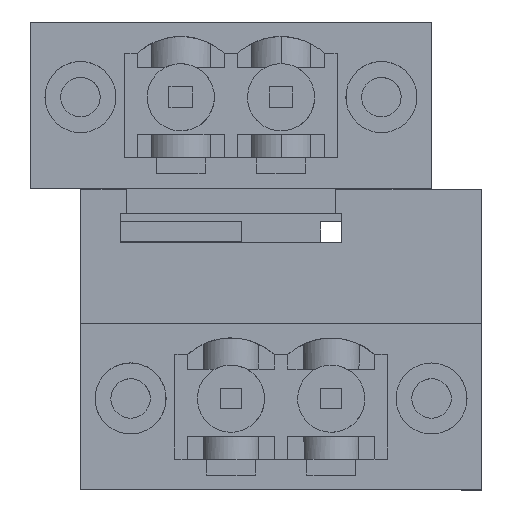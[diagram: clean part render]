
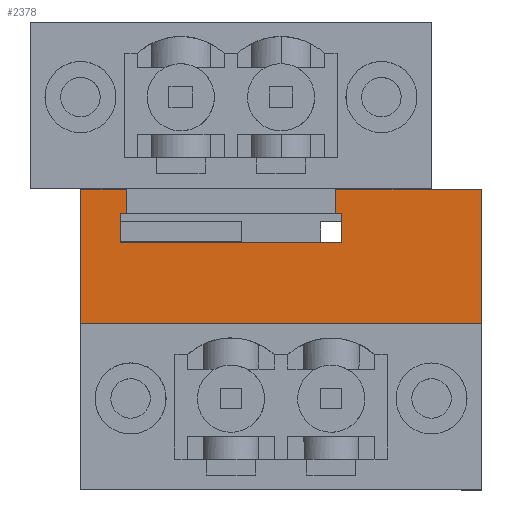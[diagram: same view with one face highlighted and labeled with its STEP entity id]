
A CAD part, top view. The second image highlights one B-rep face of the part: STEP entity #2378.
In plain terms, the highlighted planar face has unit normal (0, 0, 1).
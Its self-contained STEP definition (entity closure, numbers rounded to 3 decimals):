
#2278=AXIS2_PLACEMENT_3D('Plane Axis2P3D',#2275,#2276,#2277) ;
#885=CARTESIAN_POINT('Line Origine',(2.54,11.835,12.7)) ;
#889=CARTESIAN_POINT('Vertex',(2.54,15.24,12.7)) ;
#891=CARTESIAN_POINT('Vertex',(2.54,8.43,12.7)) ;
#1890=CARTESIAN_POINT('Line Origine',(12.7,8.43,12.7)) ;
#1894=CARTESIAN_POINT('Vertex',(22.86,8.43,12.7)) ;
#2275=CARTESIAN_POINT('Axis2P3D Location',(-2.54,15.04,12.7)) ;
#2280=CARTESIAN_POINT('Line Origine',(10.16,12.54,12.7)) ;
#2284=CARTESIAN_POINT('Vertex',(4.545,12.54,12.7)) ;
#2286=CARTESIAN_POINT('Vertex',(15.775,12.54,12.7)) ;
#2289=CARTESIAN_POINT('Line Origine',(4.545,13.265,12.7)) ;
#2293=CARTESIAN_POINT('Vertex',(4.545,13.99,12.7)) ;
#2296=CARTESIAN_POINT('Line Origine',(4.702,13.99,12.7)) ;
#2300=CARTESIAN_POINT('Vertex',(4.858,13.99,12.7)) ;
#2303=CARTESIAN_POINT('Line Origine',(4.858,14.615,12.7)) ;
#2307=CARTESIAN_POINT('Vertex',(4.858,15.24,12.7)) ;
#2310=CARTESIAN_POINT('Line Origine',(4.349,15.24,12.7)) ;
#2314=CARTESIAN_POINT('Vertex',(3.84,15.24,12.7)) ;
#2317=CARTESIAN_POINT('Line Origine',(3.19,15.24,12.7)) ;
#2322=CARTESIAN_POINT('Line Origine',(22.86,11.835,12.7)) ;
#2326=CARTESIAN_POINT('Vertex',(22.86,15.24,12.7)) ;
#2329=CARTESIAN_POINT('Line Origine',(19.67,15.24,12.7)) ;
#2333=CARTESIAN_POINT('Vertex',(16.48,15.24,12.7)) ;
#2336=CARTESIAN_POINT('Line Origine',(15.971,15.24,12.7)) ;
#2340=CARTESIAN_POINT('Vertex',(15.462,15.24,12.7)) ;
#2343=CARTESIAN_POINT('Line Origine',(15.462,14.615,12.7)) ;
#2347=CARTESIAN_POINT('Vertex',(15.462,13.99,12.7)) ;
#2350=CARTESIAN_POINT('Line Origine',(15.618,13.99,12.7)) ;
#2354=CARTESIAN_POINT('Vertex',(15.775,13.99,12.7)) ;
#2357=CARTESIAN_POINT('Line Origine',(15.775,13.265,12.7)) ;
#886=DIRECTION('Vector Direction',(0.,-1.,0.)) ;
#1891=DIRECTION('Vector Direction',(1.,0.,0.)) ;
#2276=DIRECTION('Axis2P3D Direction',(0.,0.,1.)) ;
#2277=DIRECTION('Axis2P3D XDirection',(0.,-1.,0.)) ;
#2281=DIRECTION('Vector Direction',(-1.,0.,0.)) ;
#2290=DIRECTION('Vector Direction',(0.,1.,0.)) ;
#2297=DIRECTION('Vector Direction',(-1.,0.,0.)) ;
#2304=DIRECTION('Vector Direction',(0.,1.,0.)) ;
#2311=DIRECTION('Vector Direction',(1.,0.,0.)) ;
#2318=DIRECTION('Vector Direction',(1.,0.,0.)) ;
#2323=DIRECTION('Vector Direction',(0.,-1.,0.)) ;
#2330=DIRECTION('Vector Direction',(1.,0.,0.)) ;
#2337=DIRECTION('Vector Direction',(1.,0.,0.)) ;
#2344=DIRECTION('Vector Direction',(0.,1.,0.)) ;
#2351=DIRECTION('Vector Direction',(-1.,0.,0.)) ;
#2358=DIRECTION('Vector Direction',(0.,1.,0.)) ;
#887=VECTOR('Line Direction',#886,1.) ;
#1892=VECTOR('Line Direction',#1891,1.) ;
#2282=VECTOR('Line Direction',#2281,1.) ;
#2291=VECTOR('Line Direction',#2290,1.) ;
#2298=VECTOR('Line Direction',#2297,1.) ;
#2305=VECTOR('Line Direction',#2304,1.) ;
#2312=VECTOR('Line Direction',#2311,1.) ;
#2319=VECTOR('Line Direction',#2318,1.) ;
#2324=VECTOR('Line Direction',#2323,1.) ;
#2331=VECTOR('Line Direction',#2330,1.) ;
#2338=VECTOR('Line Direction',#2337,1.) ;
#2345=VECTOR('Line Direction',#2344,1.) ;
#2352=VECTOR('Line Direction',#2351,1.) ;
#2359=VECTOR('Line Direction',#2358,1.) ;
#2363=ORIENTED_EDGE('',*,*,#2288,.F.) ;
#2364=ORIENTED_EDGE('',*,*,#2295,.F.) ;
#2365=ORIENTED_EDGE('',*,*,#2302,.T.) ;
#2366=ORIENTED_EDGE('',*,*,#2309,.T.) ;
#2367=ORIENTED_EDGE('',*,*,#2316,.F.) ;
#2368=ORIENTED_EDGE('',*,*,#2321,.F.) ;
#2369=ORIENTED_EDGE('',*,*,#893,.T.) ;
#2370=ORIENTED_EDGE('',*,*,#1896,.T.) ;
#2371=ORIENTED_EDGE('',*,*,#2328,.F.) ;
#2372=ORIENTED_EDGE('',*,*,#2335,.F.) ;
#2373=ORIENTED_EDGE('',*,*,#2342,.F.) ;
#2374=ORIENTED_EDGE('',*,*,#2349,.T.) ;
#2375=ORIENTED_EDGE('',*,*,#2356,.T.) ;
#2376=ORIENTED_EDGE('',*,*,#2361,.F.) ;
#2378=ADVANCED_FACE('HOUSING',(#2377),#2279,.T.) ;
#893=EDGE_CURVE('',#890,#892,#888,.T.) ;
#1896=EDGE_CURVE('',#892,#1895,#1893,.T.) ;
#2288=EDGE_CURVE('',#2285,#2287,#2283,.F.) ;
#2295=EDGE_CURVE('',#2294,#2285,#2292,.F.) ;
#2302=EDGE_CURVE('',#2294,#2301,#2299,.F.) ;
#2309=EDGE_CURVE('',#2301,#2308,#2306,.T.) ;
#2316=EDGE_CURVE('',#2315,#2308,#2313,.T.) ;
#2321=EDGE_CURVE('',#890,#2315,#2320,.T.) ;
#2328=EDGE_CURVE('',#2327,#1895,#2325,.T.) ;
#2335=EDGE_CURVE('',#2334,#2327,#2332,.T.) ;
#2342=EDGE_CURVE('',#2341,#2334,#2339,.T.) ;
#2349=EDGE_CURVE('',#2341,#2348,#2346,.F.) ;
#2356=EDGE_CURVE('',#2348,#2355,#2353,.F.) ;
#2361=EDGE_CURVE('',#2287,#2355,#2360,.T.) ;
#2362=EDGE_LOOP('',(#2363,#2364,#2365,#2366,#2367,#2368,#2369,#2370,#2371,#2372,#2373,#2374,#2375,#2376)) ;
#2377=FACE_OUTER_BOUND('',#2362,.T.) ;
#888=LINE('Line',#885,#887) ;
#1893=LINE('Line',#1890,#1892) ;
#2283=LINE('Line',#2280,#2282) ;
#2292=LINE('Line',#2289,#2291) ;
#2299=LINE('Line',#2296,#2298) ;
#2306=LINE('Line',#2303,#2305) ;
#2313=LINE('Line',#2310,#2312) ;
#2320=LINE('Line',#2317,#2319) ;
#2325=LINE('Line',#2322,#2324) ;
#2332=LINE('Line',#2329,#2331) ;
#2339=LINE('Line',#2336,#2338) ;
#2346=LINE('Line',#2343,#2345) ;
#2353=LINE('Line',#2350,#2352) ;
#2360=LINE('Line',#2357,#2359) ;
#2279=PLANE('',#2278) ;
#890=VERTEX_POINT('',#889) ;
#892=VERTEX_POINT('',#891) ;
#1895=VERTEX_POINT('',#1894) ;
#2285=VERTEX_POINT('',#2284) ;
#2287=VERTEX_POINT('',#2286) ;
#2294=VERTEX_POINT('',#2293) ;
#2301=VERTEX_POINT('',#2300) ;
#2308=VERTEX_POINT('',#2307) ;
#2315=VERTEX_POINT('',#2314) ;
#2327=VERTEX_POINT('',#2326) ;
#2334=VERTEX_POINT('',#2333) ;
#2341=VERTEX_POINT('',#2340) ;
#2348=VERTEX_POINT('',#2347) ;
#2355=VERTEX_POINT('',#2354) ;
